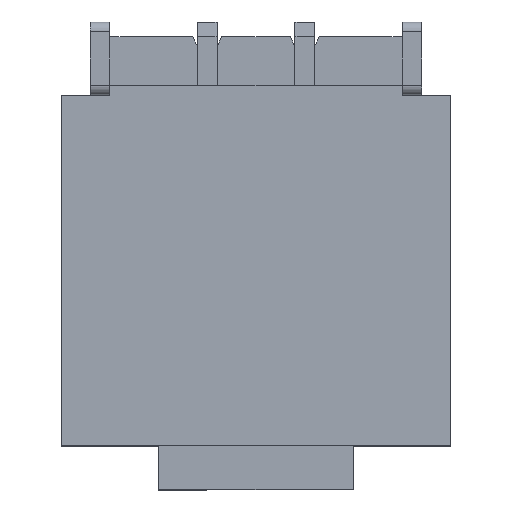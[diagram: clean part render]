
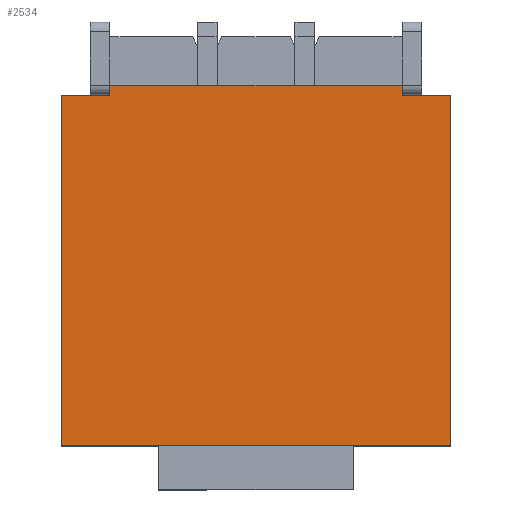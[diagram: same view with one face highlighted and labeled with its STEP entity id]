
A CAD part, top view. The second image highlights one B-rep face of the part: STEP entity #2534.
In plain terms, the highlighted planar face has unit normal (0, 0, 1).
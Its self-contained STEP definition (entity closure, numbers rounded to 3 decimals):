
#224=ORIENTED_EDGE('',*,*,#951,.T.);
#225=ORIENTED_EDGE('',*,*,#952,.F.);
#226=ORIENTED_EDGE('',*,*,#936,.F.);
#227=ORIENTED_EDGE('',*,*,#886,.T.);
#228=ORIENTED_EDGE('',*,*,#953,.F.);
#229=ORIENTED_EDGE('',*,*,#954,.T.);
#230=ORIENTED_EDGE('',*,*,#866,.T.);
#231=ORIENTED_EDGE('',*,*,#955,.T.);
#866=EDGE_CURVE('',#1239,#1237,#1486,.T.);
#886=EDGE_CURVE('',#1253,#1255,#1506,.T.);
#936=EDGE_CURVE('',#1253,#1299,#1556,.T.);
#951=EDGE_CURVE('',#1306,#1307,#1571,.T.);
#952=EDGE_CURVE('',#1299,#1307,#1572,.T.);
#953=EDGE_CURVE('',#1308,#1255,#1573,.T.);
#954=EDGE_CURVE('',#1308,#1239,#1574,.T.);
#955=EDGE_CURVE('',#1237,#1306,#1575,.T.);
#1237=VERTEX_POINT('',#3590);
#1239=VERTEX_POINT('',#3593);
#1253=VERTEX_POINT('',#3627);
#1255=VERTEX_POINT('',#3631);
#1299=VERTEX_POINT('',#3731);
#1306=VERTEX_POINT('',#3757);
#1307=VERTEX_POINT('',#3758);
#1308=VERTEX_POINT('',#3761);
#1486=LINE('',#3592,#1824);
#1506=LINE('',#3632,#1844);
#1556=LINE('',#3730,#1894);
#1571=LINE('',#3756,#1909);
#1572=LINE('',#3759,#1910);
#1573=LINE('',#3760,#1911);
#1574=LINE('',#3762,#1912);
#1575=LINE('',#3763,#1913);
#1824=VECTOR('',#2895,1000.);
#1844=VECTOR('',#2921,1000.);
#1894=VECTOR('',#2981,1000.);
#1909=VECTOR('',#3004,1000.);
#1910=VECTOR('',#3005,1000.);
#1911=VECTOR('',#3006,1000.);
#1912=VECTOR('',#3007,1000.);
#1913=VECTOR('',#3008,1000.);
#2159=EDGE_LOOP('',(#224,#225,#226,#227,#228,#229,#230,#231));
#2293=FACE_BOUND('',#2159,.T.);
#2422=PLANE('',#2712);
#2534=ADVANCED_FACE('',(#2293),#2422,.T.);
#2712=AXIS2_PLACEMENT_3D('',#3755,#3002,#3003);
#2895=DIRECTION('',(-1.,0.,0.));
#2921=DIRECTION('',(0.,1.,0.));
#2981=DIRECTION('',(-1.,0.,0.));
#3002=DIRECTION('',(0.,0.,1.));
#3003=DIRECTION('',(0.,-1.,0.));
#3004=DIRECTION('',(-1.,0.,0.));
#3005=DIRECTION('',(0.,1.,0.));
#3006=DIRECTION('',(1.,0.,0.));
#3007=DIRECTION('',(0.,1.,0.));
#3008=DIRECTION('',(0.,-1.,0.));
#3590=CARTESIAN_POINT('',(-1.5,1.6,1.5));
#3592=CARTESIAN_POINT('',(-2.,1.6,1.5));
#3593=CARTESIAN_POINT('',(1.5,1.6,1.5));
#3627=CARTESIAN_POINT('',(2.,-2.1,1.5));
#3631=CARTESIAN_POINT('',(2.,1.5,1.5));
#3632=CARTESIAN_POINT('',(2.,-2.1,1.5));
#3730=CARTESIAN_POINT('',(2.,-2.1,1.5));
#3731=CARTESIAN_POINT('',(-2.,-2.1,1.5));
#3755=CARTESIAN_POINT('',(2.,-2.1,1.5));
#3756=CARTESIAN_POINT('',(-1.5,1.5,1.5));
#3757=CARTESIAN_POINT('',(-1.5,1.5,1.5));
#3758=CARTESIAN_POINT('',(-2.,1.5,1.5));
#3759=CARTESIAN_POINT('',(-2.,-2.1,1.5));
#3760=CARTESIAN_POINT('',(1.5,1.5,1.5));
#3761=CARTESIAN_POINT('',(1.5,1.5,1.5));
#3762=CARTESIAN_POINT('',(1.5,-2.1,1.5));
#3763=CARTESIAN_POINT('',(-1.5,-2.1,1.5));
